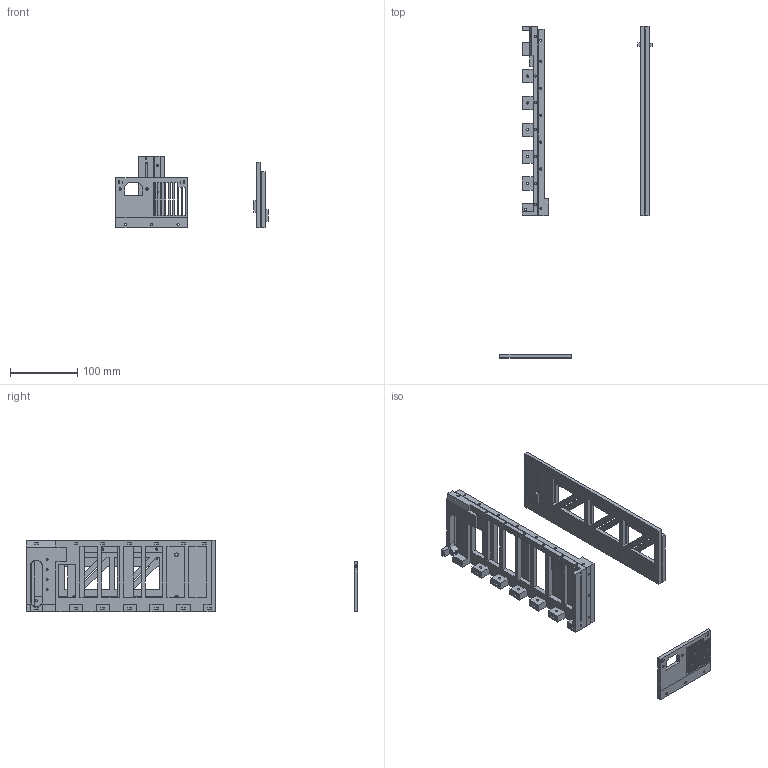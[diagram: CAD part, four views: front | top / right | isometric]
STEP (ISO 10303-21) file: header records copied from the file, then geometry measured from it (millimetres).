
FILE_DESCRIPTION(('HOOPS Exchange Step'),'2;1');
FILE_NAME('json的电源壳.stp','2025-02-25T17:18:00+08:00',('admin'),('Unknown organisation'),'HOOPS Exchange 2024.2','HOOPS Exchange','Unknown authorisation');
FILE_SCHEMA( ('AP203_CONFIGURATION_CONTROLLED_3D_DESIGN_OF_MECHANICAL_PARTS_AND_ASSEMBLIES_MIM_LF') );
Length unit declared in the file: millimetre
Products named in the file (1): root
Bounding box: 226.16 x 493.64 x 105.89 mm (x, y, z)
Volume: 524466.6 mm3; surface area: 223885.2 mm2
Topology: 3 solids, 3 shells, 567 faces, 1696 edges, 1162 vertices
Faces by surface type: bspline 567
Entity records: 21412 total; most frequent: CARTESIAN_POINT 10991, ORIENTED_EDGE 3400, EDGE_CURVE 1700, B_SPLINE_CURVE_WITH_KNOTS 1357, VERTEX_POINT 1166, EDGE_LOOP 872, FACE_BOUND 872, ADVANCED_FACE 567
